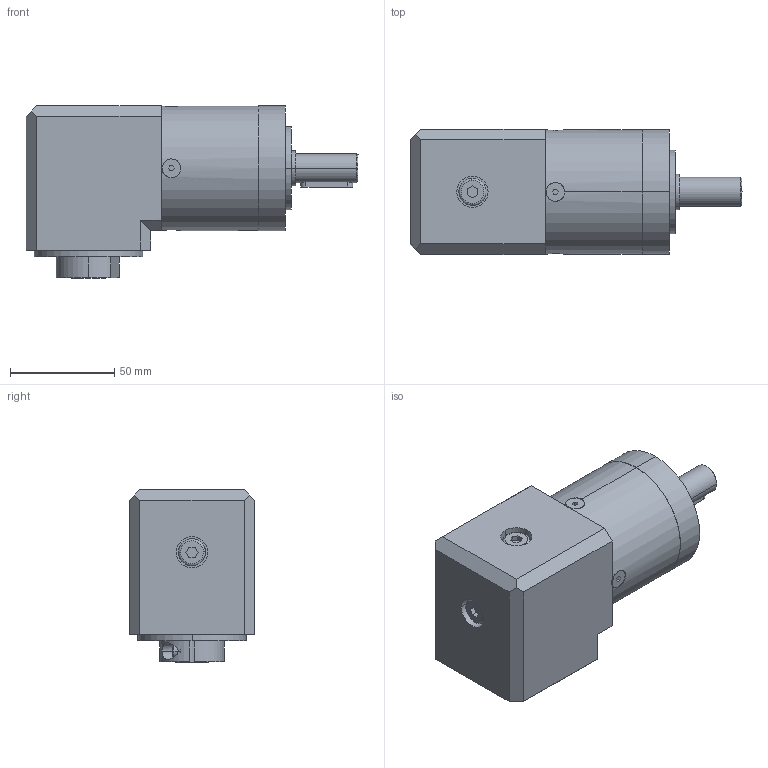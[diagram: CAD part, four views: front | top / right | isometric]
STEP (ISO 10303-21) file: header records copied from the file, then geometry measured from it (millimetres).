
FILE_DESCRIPTION(('STEP AP242'),'1');
FILE_NAME('gby060012k.stp','2021-01-13T14:41:31',('TraceParts'),('TraceParts S.A.'),'Spatial InterOp 3D',' ',' ');
FILE_SCHEMA(('AP242_MANAGED_MODEL_BASED_3D_ENGINEERING_MIM_LF {1 0 10303 442 1 1 4}'));
Length unit declared in the file: millimetre
Products named in the file (1): gby060012k
Bounding box: 159.5 x 60 x 82.8 mm (x, y, z)
Volume: 446114.3 mm3; surface area: 43083.3 mm2
Topology: 1 solids, 1 shells, 195 faces, 459 edges, 298 vertices
Faces by surface type: plane 111, cylinder 70, torus 8, cone 6
Entity records: 7387 total; most frequent: CARTESIAN_POINT 1201, DIRECTION 988, ORIENTED_EDGE 914, EDGE_CURVE 457, AXIS2_PLACEMENT_3D 352, VERTEX_POINT 298, LINE 284, VECTOR 284
